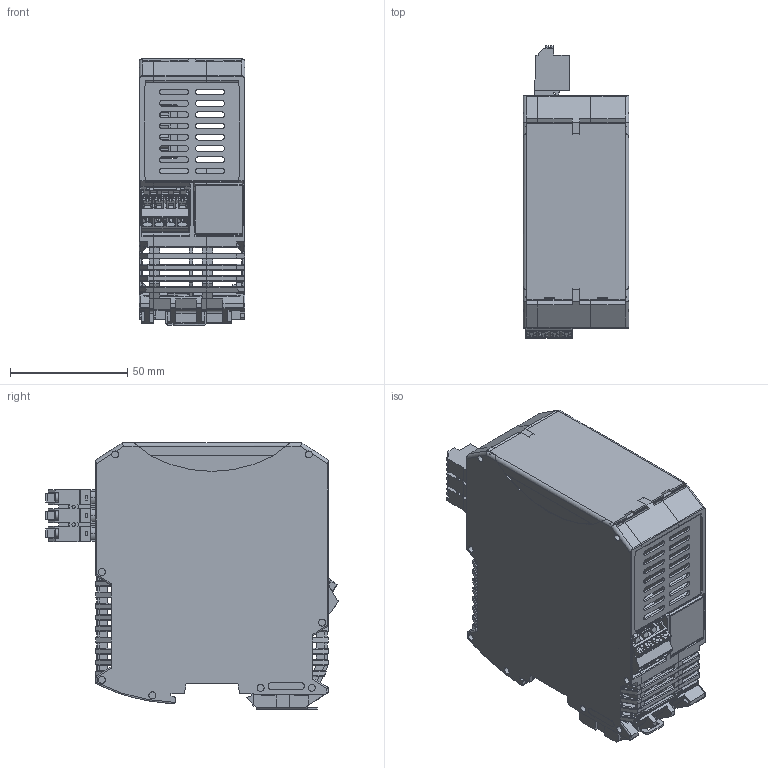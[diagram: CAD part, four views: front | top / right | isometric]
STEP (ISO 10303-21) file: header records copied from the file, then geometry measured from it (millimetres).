
FILE_DESCRIPTION(/* description */ ('Alibre Inc.'),/* implementation_level */ '2;1');
FILE_NAME(/* name */ 'export-B2282AE8-126A-4408-9350-C3F7305E5B69',/* time_stamp */ '2023-01-24T07:21:51+01:00',/* author */ (''),/* organization */ (''),/* preprocessor_version */ 'ST-DEVELOPER v17',/* originating_system */ 'Alibre',/* authorisation */ '');
FILE_SCHEMA (('AUTOMOTIVE_DESIGN'));
Length unit declared in the file: millimetre
Products named in the file (21): 1126440; 1115088; pwec0_reduced; 1126439; 1117888; 1126373; 1115759; 1115089; 1126372_cut away bar; 1126438; 1043840000; ID_1; BWU4943 4944 
Bounding box: 45.2 x 124.79 x 113.65 mm (x, y, z)
Volume: 74002.3 mm3; surface area: 118916 mm2
Topology: 21 solids, 21 shells, 4789 faces, 13428 edges, 8789 vertices
Faces by surface type: plane 3399, cylinder 1262, cone 86, sphere 16, torus 16, bspline 10
Full cylindrical faces by diameter (mm): 2.08 x4, 2.2 x4
Entity records: 161263 total; most frequent: CARTESIAN_POINT 42240, ORIENTED_EDGE 26800, DIRECTION 19480, EDGE_CURVE 13400, VECTOR 10151, LINE 10151, VERTEX_POINT 8785, AXIS2_PLACEMENT_3D 6372
